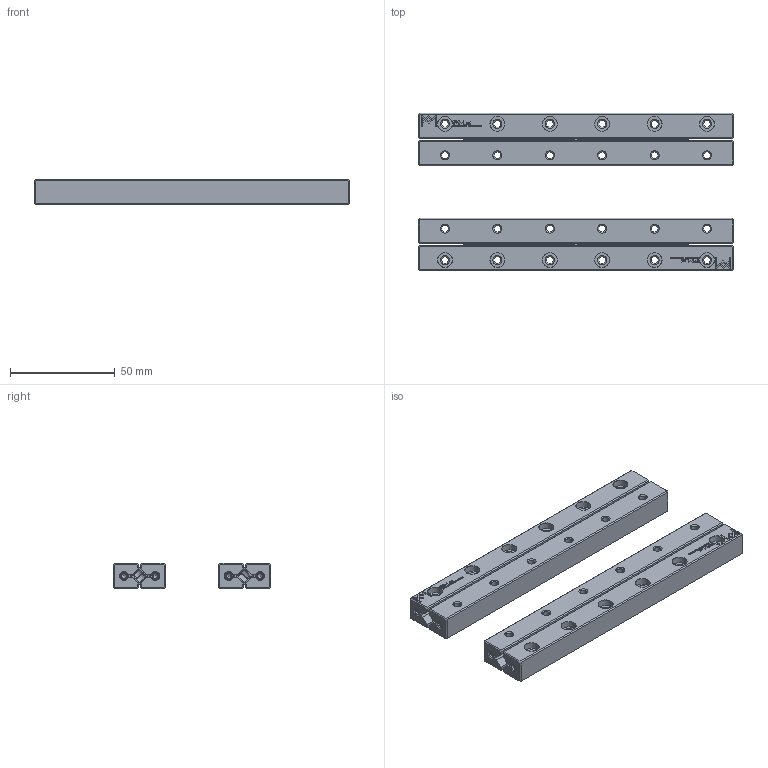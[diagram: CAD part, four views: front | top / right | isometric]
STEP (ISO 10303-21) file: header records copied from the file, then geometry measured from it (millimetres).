
FILE_DESCRIPTION(/* description */ (''),/* implementation_level */ '2;1');
FILE_NAME(/* name */ 'Set RNG-6150x14KRE-ACC_stp_stp.stp',/* time_stamp */ '2025-06-03T09:59:39+02:00',/* author */ (''),/* organization */ (''),/* preprocessor_version */ 'ST-DEVELOPER v16.7',/* originating_system */ 'SIEMENS PLM Software NX 12.0',/* authorisation */ '');
FILE_SCHEMA (('AUTOMOTIVE_DESIGN { 1 0 10303 214 3 1 1 1 }'));
Products named in the file (1): Set RNG-6150x14KRE-ACC_stp_stp
Bounding box: 150 x 75 x 12 mm (x, y, z)
Volume: 77404.2 mm3; surface area: 50768.5 mm2
Topology: 44 solids, 44 shells, 4573 faces, 12584 edges, 8295 vertices
Faces by surface type: plane 2920, cylinder 772, bspline 472, cone 220, extrusion 124, torus 65
Full cylindrical faces by diameter (mm): 0.8 x128, 2 x8, 2.26 x8, 3.2 x8, 3.3 x24, 4 x28, 6 x28, 7 x24
Entity records: 157646 total; most frequent: CARTESIAN_POINT 37693, ORIENTED_EDGE 24016, DIRECTION 20370, EDGE_CURVE 12008, VECTOR 9000, LINE 8876, VERTEX_POINT 8212, AXIS2_PLACEMENT_3D 5685
